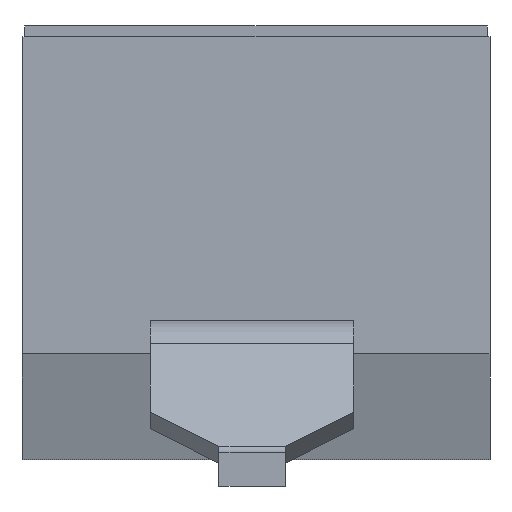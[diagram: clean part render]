
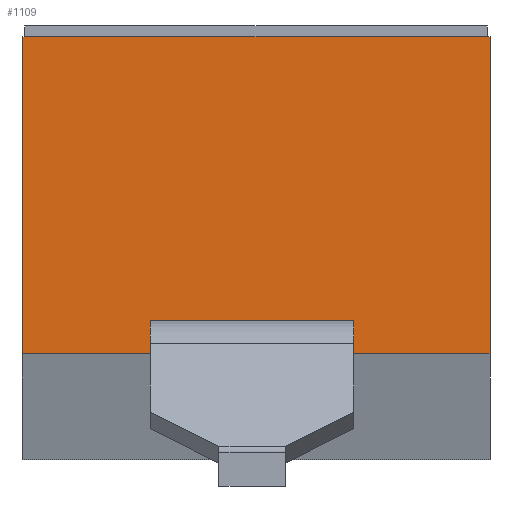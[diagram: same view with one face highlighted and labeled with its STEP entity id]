
A CAD part, front view. The second image highlights one B-rep face of the part: STEP entity #1109.
In plain terms, the highlighted planar face has unit normal (0, -1, 0).
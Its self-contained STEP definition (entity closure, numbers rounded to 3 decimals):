
#59=FACE_OUTER_BOUND('',#122,.T.);
#122=EDGE_LOOP('',(#813,#814,#815,#816,#817,#818,#819,#820));
#213=LINE('',#1652,#357);
#219=LINE('',#1664,#363);
#221=LINE('',#1669,#365);
#222=LINE('',#1670,#366);
#223=LINE('',#1671,#367);
#224=LINE('',#1673,#368);
#225=LINE('',#1675,#369);
#226=LINE('',#1676,#370);
#357=VECTOR('',#1335,10.);
#363=VECTOR('',#1343,10.);
#365=VECTOR('',#1347,10.);
#366=VECTOR('',#1348,10.);
#367=VECTOR('',#1349,10.);
#368=VECTOR('',#1350,10.);
#369=VECTOR('',#1351,10.);
#370=VECTOR('',#1352,10.);
#486=VERTEX_POINT('',#1649);
#487=VERTEX_POINT('',#1651);
#491=VERTEX_POINT('',#1661);
#492=VERTEX_POINT('',#1663);
#493=VERTEX_POINT('',#1667);
#494=VERTEX_POINT('',#1668);
#495=VERTEX_POINT('',#1672);
#496=VERTEX_POINT('',#1674);
#603=EDGE_CURVE('',#486,#487,#213,.T.);
#609=EDGE_CURVE('',#492,#491,#219,.T.);
#611=EDGE_CURVE('',#493,#494,#221,.T.);
#612=EDGE_CURVE('',#494,#492,#222,.T.);
#613=EDGE_CURVE('',#491,#487,#223,.T.);
#614=EDGE_CURVE('',#486,#495,#224,.T.);
#615=EDGE_CURVE('',#495,#496,#225,.T.);
#616=EDGE_CURVE('',#496,#493,#226,.T.);
#813=ORIENTED_EDGE('',*,*,#611,.T.);
#814=ORIENTED_EDGE('',*,*,#612,.T.);
#815=ORIENTED_EDGE('',*,*,#609,.T.);
#816=ORIENTED_EDGE('',*,*,#613,.T.);
#817=ORIENTED_EDGE('',*,*,#603,.F.);
#818=ORIENTED_EDGE('',*,*,#614,.T.);
#819=ORIENTED_EDGE('',*,*,#615,.T.);
#820=ORIENTED_EDGE('',*,*,#616,.T.);
#1055=PLANE('',#1193);
#1109=ADVANCED_FACE('',(#59),#1055,.T.);
#1193=AXIS2_PLACEMENT_3D('',#1666,#1345,#1346);
#1335=DIRECTION('',(0.,0.,1.));
#1343=DIRECTION('',(0.,0.,1.));
#1345=DIRECTION('center_axis',(0.,-1.,0.));
#1346=DIRECTION('ref_axis',(0.,0.,-1.));
#1347=DIRECTION('',(0.,0.,-1.));
#1348=DIRECTION('',(1.,0.,0.));
#1349=DIRECTION('',(-1.,0.,0.));
#1350=DIRECTION('',(1.,0.,0.));
#1351=DIRECTION('',(0.,0.,1.));
#1352=DIRECTION('',(1.,0.,0.));
#1649=CARTESIAN_POINT('',(-1.77,-3.1,0.8));
#1651=CARTESIAN_POINT('',(-1.77,-3.1,3.2));
#1652=CARTESIAN_POINT('',(-1.77,-3.1,0.));
#1661=CARTESIAN_POINT('',(1.77,-3.1,3.2));
#1663=CARTESIAN_POINT('',(1.77,-3.1,0.8));
#1664=CARTESIAN_POINT('',(1.77,-3.1,0.));
#1666=CARTESIAN_POINT('Origin',(1.77,-3.1,0.));
#1667=CARTESIAN_POINT('',(0.74,-3.1,1.05));
#1668=CARTESIAN_POINT('',(0.74,-3.1,0.8));
#1669=CARTESIAN_POINT('',(0.74,-3.1,0.339));
#1670=CARTESIAN_POINT('',(1.77,-3.1,0.8));
#1671=CARTESIAN_POINT('',(1.77,-3.1,3.2));
#1672=CARTESIAN_POINT('',(-0.8,-3.1,0.8));
#1673=CARTESIAN_POINT('',(1.77,-3.1,0.8));
#1674=CARTESIAN_POINT('',(-0.8,-3.1,1.05));
#1675=CARTESIAN_POINT('',(-0.8,-3.1,0.339));
#1676=CARTESIAN_POINT('',(0.87,-3.1,1.05));
